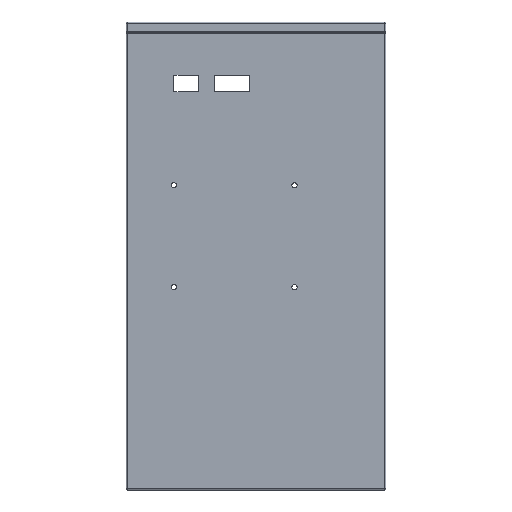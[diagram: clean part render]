
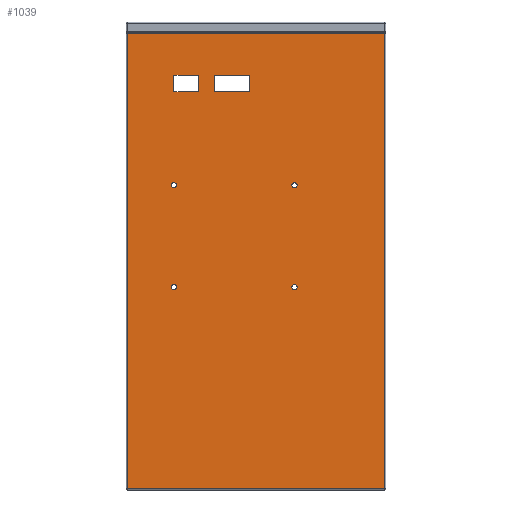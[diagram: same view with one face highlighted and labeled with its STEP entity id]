
A CAD part, left-side view. The second image highlights one B-rep face of the part: STEP entity #1039.
In plain terms, the highlighted planar face has unit normal (-1, 0, 0).
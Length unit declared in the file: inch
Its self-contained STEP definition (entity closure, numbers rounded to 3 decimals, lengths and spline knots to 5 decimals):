
#35=FACE_BOUND('',#211,.T.);
#36=FACE_BOUND('',#212,.T.);
#37=FACE_BOUND('',#213,.T.);
#38=FACE_BOUND('',#214,.T.);
#39=FACE_BOUND('',#215,.T.);
#40=FACE_BOUND('',#216,.T.);
#77=PLANE('',#1194);
#131=FACE_OUTER_BOUND('',#210,.T.);
#210=EDGE_LOOP('',(#909,#910,#911,#912));
#211=EDGE_LOOP('',(#913,#914,#915,#916,#917,#918,#919,#920));
#212=EDGE_LOOP('',(#921,#922,#923,#924,#925,#926,#927,#928));
#213=EDGE_LOOP('',(#929));
#214=EDGE_LOOP('',(#930));
#215=EDGE_LOOP('',(#931));
#216=EDGE_LOOP('',(#932));
#239=LINE('',#1569,#307);
#243=LINE('',#1581,#311);
#247=LINE('',#1593,#315);
#250=LINE('',#1602,#318);
#255=LINE('',#1617,#323);
#259=LINE('',#1629,#327);
#263=LINE('',#1641,#331);
#266=LINE('',#1650,#334);
#291=LINE('',#1776,#359);
#294=LINE('',#1780,#362);
#298=LINE('',#1786,#366);
#300=LINE('',#1789,#368);
#307=VECTOR('',#1225,0.3937);
#311=VECTOR('',#1237,0.3937);
#315=VECTOR('',#1249,0.3937);
#318=VECTOR('',#1260,0.3937);
#323=VECTOR('',#1273,0.3937);
#327=VECTOR('',#1285,0.3937);
#331=VECTOR('',#1297,0.3937);
#334=VECTOR('',#1308,0.3937);
#359=VECTOR('',#1459,0.3937);
#362=VECTOR('',#1464,0.3937);
#366=VECTOR('',#1472,0.3937);
#368=VECTOR('',#1476,0.3937);
#372=CIRCLE('',#1075,0.01969);
#374=CIRCLE('',#1079,0.01969);
#376=CIRCLE('',#1083,0.01969);
#378=CIRCLE('',#1087,0.01969);
#380=CIRCLE('',#1091,0.01969);
#382=CIRCLE('',#1095,0.01969);
#384=CIRCLE('',#1099,0.01969);
#386=CIRCLE('',#1103,0.01969);
#439=CIRCLE('',#1195,0.04921);
#440=CIRCLE('',#1196,0.04921);
#441=CIRCLE('',#1197,0.04921);
#442=CIRCLE('',#1198,0.04921);
#445=VERTEX_POINT('',#1559);
#446=VERTEX_POINT('',#1561);
#448=VERTEX_POINT('',#1567);
#450=VERTEX_POINT('',#1573);
#452=VERTEX_POINT('',#1579);
#454=VERTEX_POINT('',#1585);
#456=VERTEX_POINT('',#1591);
#458=VERTEX_POINT('',#1597);
#461=VERTEX_POINT('',#1607);
#462=VERTEX_POINT('',#1609);
#464=VERTEX_POINT('',#1615);
#466=VERTEX_POINT('',#1621);
#468=VERTEX_POINT('',#1627);
#470=VERTEX_POINT('',#1633);
#472=VERTEX_POINT('',#1639);
#474=VERTEX_POINT('',#1645);
#477=VERTEX_POINT('',#1655);
#483=VERTEX_POINT('',#1669);
#484=VERTEX_POINT('',#1673);
#497=VERTEX_POINT('',#1707);
#527=VERTEX_POINT('',#1829);
#528=VERTEX_POINT('',#1831);
#529=VERTEX_POINT('',#1833);
#530=VERTEX_POINT('',#1835);
#533=EDGE_CURVE('',#446,#445,#372,.T.);
#537=EDGE_CURVE('',#445,#448,#239,.T.);
#540=EDGE_CURVE('',#448,#450,#374,.T.);
#543=EDGE_CURVE('',#450,#452,#243,.T.);
#546=EDGE_CURVE('',#452,#454,#376,.T.);
#549=EDGE_CURVE('',#454,#456,#247,.T.);
#552=EDGE_CURVE('',#456,#458,#378,.T.);
#554=EDGE_CURVE('',#458,#446,#250,.T.);
#557=EDGE_CURVE('',#462,#461,#380,.T.);
#561=EDGE_CURVE('',#461,#464,#255,.T.);
#564=EDGE_CURVE('',#464,#466,#382,.T.);
#567=EDGE_CURVE('',#466,#468,#259,.T.);
#570=EDGE_CURVE('',#468,#470,#384,.T.);
#573=EDGE_CURVE('',#470,#472,#263,.T.);
#576=EDGE_CURVE('',#472,#474,#386,.T.);
#578=EDGE_CURVE('',#474,#462,#266,.T.);
#641=EDGE_CURVE('',#484,#497,#291,.T.);
#644=EDGE_CURVE('',#497,#483,#294,.T.);
#648=EDGE_CURVE('',#477,#484,#298,.T.);
#650=EDGE_CURVE('',#483,#477,#300,.T.);
#667=EDGE_CURVE('',#527,#527,#439,.T.);
#668=EDGE_CURVE('',#528,#528,#440,.T.);
#669=EDGE_CURVE('',#529,#529,#441,.T.);
#670=EDGE_CURVE('',#530,#530,#442,.T.);
#909=ORIENTED_EDGE('',*,*,#641,.F.);
#910=ORIENTED_EDGE('',*,*,#648,.F.);
#911=ORIENTED_EDGE('',*,*,#650,.F.);
#912=ORIENTED_EDGE('',*,*,#644,.F.);
#913=ORIENTED_EDGE('',*,*,#533,.T.);
#914=ORIENTED_EDGE('',*,*,#537,.T.);
#915=ORIENTED_EDGE('',*,*,#540,.T.);
#916=ORIENTED_EDGE('',*,*,#543,.T.);
#917=ORIENTED_EDGE('',*,*,#546,.T.);
#918=ORIENTED_EDGE('',*,*,#549,.T.);
#919=ORIENTED_EDGE('',*,*,#552,.T.);
#920=ORIENTED_EDGE('',*,*,#554,.T.);
#921=ORIENTED_EDGE('',*,*,#557,.T.);
#922=ORIENTED_EDGE('',*,*,#561,.T.);
#923=ORIENTED_EDGE('',*,*,#564,.T.);
#924=ORIENTED_EDGE('',*,*,#567,.T.);
#925=ORIENTED_EDGE('',*,*,#570,.T.);
#926=ORIENTED_EDGE('',*,*,#573,.T.);
#927=ORIENTED_EDGE('',*,*,#576,.T.);
#928=ORIENTED_EDGE('',*,*,#578,.T.);
#929=ORIENTED_EDGE('',*,*,#667,.T.);
#930=ORIENTED_EDGE('',*,*,#668,.T.);
#931=ORIENTED_EDGE('',*,*,#669,.T.);
#932=ORIENTED_EDGE('',*,*,#670,.T.);
#1039=ADVANCED_FACE('',(#131,#35,#36,#37,#38,#39,#40),#77,.T.);
#1075=AXIS2_PLACEMENT_3D('',#1562,#1218,#1219);
#1079=AXIS2_PLACEMENT_3D('',#1575,#1231,#1232);
#1083=AXIS2_PLACEMENT_3D('',#1587,#1243,#1244);
#1087=AXIS2_PLACEMENT_3D('',#1599,#1255,#1256);
#1091=AXIS2_PLACEMENT_3D('',#1610,#1266,#1267);
#1095=AXIS2_PLACEMENT_3D('',#1623,#1279,#1280);
#1099=AXIS2_PLACEMENT_3D('',#1635,#1291,#1292);
#1103=AXIS2_PLACEMENT_3D('',#1647,#1303,#1304);
#1194=AXIS2_PLACEMENT_3D('',#1828,#1523,#1524);
#1195=AXIS2_PLACEMENT_3D('',#1830,#1525,#1526);
#1196=AXIS2_PLACEMENT_3D('',#1832,#1527,#1528);
#1197=AXIS2_PLACEMENT_3D('',#1834,#1529,#1530);
#1198=AXIS2_PLACEMENT_3D('',#1836,#1531,#1532);
#1218=DIRECTION('center_axis',(1.,0.,0.));
#1219=DIRECTION('ref_axis',(0.,0.,1.));
#1225=DIRECTION('',(0.,0.,-1.));
#1231=DIRECTION('center_axis',(1.,0.,0.));
#1232=DIRECTION('ref_axis',(0.,-1.,0.));
#1237=DIRECTION('',(0.,1.,0.));
#1243=DIRECTION('center_axis',(1.,0.,0.));
#1244=DIRECTION('ref_axis',(0.,0.,-1.));
#1249=DIRECTION('',(0.,0.,1.));
#1255=DIRECTION('center_axis',(1.,0.,0.));
#1256=DIRECTION('ref_axis',(0.,1.,0.));
#1260=DIRECTION('',(0.,-1.,0.));
#1266=DIRECTION('center_axis',(1.,0.,0.));
#1267=DIRECTION('ref_axis',(0.,1.,0.));
#1273=DIRECTION('',(0.,-1.,0.));
#1279=DIRECTION('center_axis',(1.,0.,0.));
#1280=DIRECTION('ref_axis',(0.,0.,1.));
#1285=DIRECTION('',(0.,0.,-1.));
#1291=DIRECTION('center_axis',(1.,0.,0.));
#1292=DIRECTION('ref_axis',(0.,-1.,0.));
#1297=DIRECTION('',(0.,1.,0.));
#1303=DIRECTION('center_axis',(1.,0.,0.));
#1304=DIRECTION('ref_axis',(0.,0.,-1.));
#1308=DIRECTION('',(0.,0.,1.));
#1459=DIRECTION('',(0.,-1.,0.));
#1464=DIRECTION('',(0.,0.,-1.));
#1472=DIRECTION('',(0.,0.,1.));
#1476=DIRECTION('',(0.,1.,0.));
#1523=DIRECTION('center_axis',(-1.,0.,0.));
#1524=DIRECTION('ref_axis',(0.,0.,1.));
#1525=DIRECTION('center_axis',(1.,0.,0.));
#1526=DIRECTION('ref_axis',(0.,0.,-1.));
#1527=DIRECTION('center_axis',(1.,0.,0.));
#1528=DIRECTION('ref_axis',(0.,0.,-1.));
#1529=DIRECTION('center_axis',(1.,0.,0.));
#1530=DIRECTION('ref_axis',(0.,0.,-1.));
#1531=DIRECTION('center_axis',(1.,0.,0.));
#1532=DIRECTION('ref_axis',(0.,0.,-1.));
#1559=CARTESIAN_POINT('',(-0.19685,3.54331,-1.02362));
#1561=CARTESIAN_POINT('',(-0.19685,3.56299,-1.00394));
#1562=CARTESIAN_POINT('Origin',(-0.19685,3.56299,-1.02362));
#1567=CARTESIAN_POINT('',(-0.19685,3.54331,-1.29921));
#1569=CARTESIAN_POINT('',(-0.19685,3.54331,-5.07874));
#1573=CARTESIAN_POINT('',(-0.19685,3.56299,-1.3189));
#1575=CARTESIAN_POINT('Origin',(-0.19685,3.56299,-1.29921));
#1579=CARTESIAN_POINT('',(-0.19685,3.99606,-1.3189));
#1581=CARTESIAN_POINT('',(-0.19685,1.99803,-1.3189));
#1585=CARTESIAN_POINT('',(-0.19685,4.01575,-1.29921));
#1587=CARTESIAN_POINT('Origin',(-0.19685,3.99606,-1.29921));
#1591=CARTESIAN_POINT('',(-0.19685,4.01575,-1.02362));
#1593=CARTESIAN_POINT('',(-0.19685,4.01575,-4.94094));
#1597=CARTESIAN_POINT('',(-0.19685,3.99606,-1.00394));
#1599=CARTESIAN_POINT('Origin',(-0.19685,3.99606,-1.02362));
#1602=CARTESIAN_POINT('',(-0.19685,1.7815,-1.00394));
#1607=CARTESIAN_POINT('',(-0.19685,3.22923,-1.00394));
#1609=CARTESIAN_POINT('',(-0.19685,3.24891,-1.02362));
#1610=CARTESIAN_POINT('Origin',(-0.19685,3.22923,-1.02362));
#1615=CARTESIAN_POINT('',(-0.19685,2.59931,-1.00394));
#1617=CARTESIAN_POINT('',(-0.19685,1.29965,-1.00394));
#1621=CARTESIAN_POINT('',(-0.19685,2.57962,-1.02362));
#1623=CARTESIAN_POINT('Origin',(-0.19685,2.59931,-1.02362));
#1627=CARTESIAN_POINT('',(-0.19685,2.57962,-1.29921));
#1629=CARTESIAN_POINT('',(-0.19685,2.57962,-5.07874));
#1633=CARTESIAN_POINT('',(-0.19685,2.59931,-1.3189));
#1635=CARTESIAN_POINT('Origin',(-0.19685,2.59931,-1.29921));
#1639=CARTESIAN_POINT('',(-0.19685,3.22923,-1.3189));
#1641=CARTESIAN_POINT('',(-0.19685,1.61461,-1.3189));
#1645=CARTESIAN_POINT('',(-0.19685,3.24891,-1.29921));
#1647=CARTESIAN_POINT('Origin',(-0.19685,3.22923,-1.29921));
#1650=CARTESIAN_POINT('',(-0.19685,3.24891,-4.94094));
#1655=CARTESIAN_POINT('',(-0.19685,4.90157,-8.83858));
#1669=CARTESIAN_POINT('',(-0.19685,0.01969,-8.83858));
#1673=CARTESIAN_POINT('',(-0.19685,4.90157,-0.21654));
#1707=CARTESIAN_POINT('',(-0.19685,0.01969,-0.21654));
#1776=CARTESIAN_POINT('',(-0.19685,0.,-0.21654));
#1780=CARTESIAN_POINT('',(-0.19685,0.01969,-6.43141));
#1786=CARTESIAN_POINT('',(-0.19685,4.90157,-6.43141));
#1789=CARTESIAN_POINT('',(-0.19685,0.,-8.83858));
#1828=CARTESIAN_POINT('Origin',(-0.19685,0.,-8.85827));
#1829=CARTESIAN_POINT('',(-0.19685,4.01575,-4.97047));
#1830=CARTESIAN_POINT('Origin',(-0.19685,4.01575,-5.01969));
#1831=CARTESIAN_POINT('',(-0.19685,1.73228,-4.97047));
#1832=CARTESIAN_POINT('Origin',(-0.19685,1.73228,-5.01969));
#1833=CARTESIAN_POINT('',(-0.19685,1.73228,-3.04134));
#1834=CARTESIAN_POINT('Origin',(-0.19685,1.73228,-3.09055));
#1835=CARTESIAN_POINT('',(-0.19685,4.01575,-3.04134));
#1836=CARTESIAN_POINT('Origin',(-0.19685,4.01575,-3.09055));
